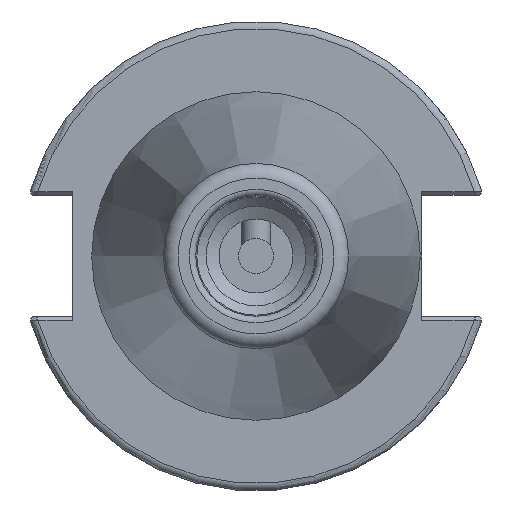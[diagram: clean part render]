
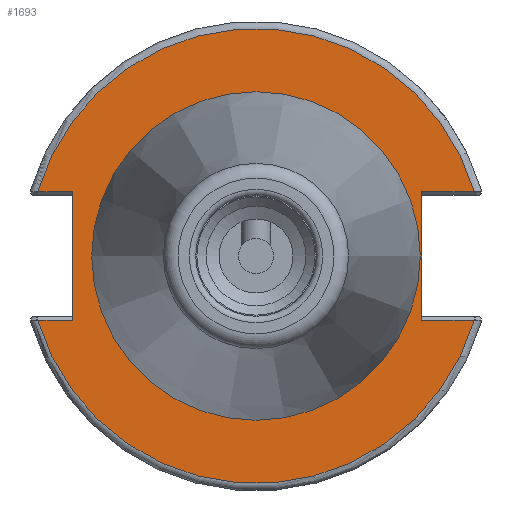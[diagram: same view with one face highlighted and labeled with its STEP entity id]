
A CAD part, left-side view. The second image highlights one B-rep face of the part: STEP entity #1693.
In plain terms, the highlighted planar face has unit normal (-1, 0, 0).
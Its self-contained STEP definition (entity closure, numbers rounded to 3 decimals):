
#66=FACE_BOUND('',#243,.T.);
#76=PLANE('',#1851);
#144=FACE_OUTER_BOUND('',#242,.T.);
#242=EDGE_LOOP('',(#1263,#1264,#1265,#1266,#1267,#1268,#1269,#1270));
#243=EDGE_LOOP('',(#1271,#1272));
#362=CIRCLE('',#1850,30.775);
#363=CIRCLE('',#1852,30.775);
#364=CIRCLE('',#1853,22.225);
#365=CIRCLE('',#1854,22.225);
#436=LINE('',#2728,#540);
#438=LINE('',#2796,#542);
#439=LINE('',#2798,#543);
#440=LINE('',#2802,#544);
#441=LINE('',#2804,#545);
#442=LINE('',#2805,#546);
#540=VECTOR('',#2104,10.);
#542=VECTOR('',#2122,10.);
#543=VECTOR('',#2123,10.);
#544=VECTOR('',#2126,10.);
#545=VECTOR('',#2127,10.);
#546=VECTOR('',#2128,10.);
#722=VERTEX_POINT('',#2721);
#725=VERTEX_POINT('',#2726);
#731=VERTEX_POINT('',#2774);
#733=VERTEX_POINT('',#2795);
#734=VERTEX_POINT('',#2797);
#735=VERTEX_POINT('',#2799);
#736=VERTEX_POINT('',#2801);
#737=VERTEX_POINT('',#2803);
#738=VERTEX_POINT('',#2806);
#739=VERTEX_POINT('',#2807);
#921=EDGE_CURVE('',#725,#722,#436,.T.);
#931=EDGE_CURVE('',#722,#731,#362,.T.);
#934=EDGE_CURVE('',#725,#733,#438,.T.);
#935=EDGE_CURVE('',#734,#733,#439,.T.);
#936=EDGE_CURVE('',#735,#734,#363,.T.);
#937=EDGE_CURVE('',#736,#735,#440,.T.);
#938=EDGE_CURVE('',#736,#737,#441,.T.);
#939=EDGE_CURVE('',#731,#737,#442,.T.);
#940=EDGE_CURVE('',#738,#739,#364,.T.);
#941=EDGE_CURVE('',#739,#738,#365,.T.);
#1263=ORIENTED_EDGE('',*,*,#921,.F.);
#1264=ORIENTED_EDGE('',*,*,#934,.T.);
#1265=ORIENTED_EDGE('',*,*,#935,.F.);
#1266=ORIENTED_EDGE('',*,*,#936,.F.);
#1267=ORIENTED_EDGE('',*,*,#937,.F.);
#1268=ORIENTED_EDGE('',*,*,#938,.T.);
#1269=ORIENTED_EDGE('',*,*,#939,.F.);
#1270=ORIENTED_EDGE('',*,*,#931,.F.);
#1271=ORIENTED_EDGE('',*,*,#940,.T.);
#1272=ORIENTED_EDGE('',*,*,#941,.T.);
#1693=ADVANCED_FACE('',(#144,#66),#76,.T.);
#1850=AXIS2_PLACEMENT_3D('',#2775,#2118,#2119);
#1851=AXIS2_PLACEMENT_3D('',#2794,#2120,#2121);
#1852=AXIS2_PLACEMENT_3D('',#2800,#2124,#2125);
#1853=AXIS2_PLACEMENT_3D('',#2808,#2129,#2130);
#1854=AXIS2_PLACEMENT_3D('',#2809,#2131,#2132);
#2104=DIRECTION('',(0.,-1.,0.));
#2118=DIRECTION('center_axis',(1.,0.,0.));
#2119=DIRECTION('ref_axis',(0.,0.,-1.));
#2120=DIRECTION('center_axis',(-1.,0.,0.));
#2121=DIRECTION('ref_axis',(0.,0.,1.));
#2122=DIRECTION('',(0.,0.,1.));
#2123=DIRECTION('',(0.,1.,0.));
#2124=DIRECTION('center_axis',(1.,0.,0.));
#2125=DIRECTION('ref_axis',(0.,0.,-1.));
#2126=DIRECTION('',(0.,1.,0.));
#2127=DIRECTION('',(0.,0.,-1.));
#2128=DIRECTION('',(0.,-1.,0.));
#2129=DIRECTION('center_axis',(1.,0.,0.));
#2130=DIRECTION('ref_axis',(0.,0.,-1.));
#2131=DIRECTION('center_axis',(1.,0.,0.));
#2132=DIRECTION('ref_axis',(0.,0.,-1.));
#2721=CARTESIAN_POINT('',(3.175,-29.523,-8.69));
#2726=CARTESIAN_POINT('',(3.175,-22.41,-8.69));
#2728=CARTESIAN_POINT('',(3.175,-4.878,-8.69));
#2774=CARTESIAN_POINT('',(3.175,29.523,-8.69));
#2775=CARTESIAN_POINT('Origin',(3.175,0.,
0.));
#2794=CARTESIAN_POINT('Origin',(3.175,30.775,0.));
#2795=CARTESIAN_POINT('',(3.175,-22.41,8.69));
#2796=CARTESIAN_POINT('',(3.175,-22.41,-4.095));
#2797=CARTESIAN_POINT('',(3.175,-29.523,8.69));
#2798=CARTESIAN_POINT('',(3.175,4.182,8.69));
#2799=CARTESIAN_POINT('',(3.175,29.523,8.69));
#2800=CARTESIAN_POINT('Origin',(3.175,0.,
0.));
#2801=CARTESIAN_POINT('',(3.175,24.8,8.69));
#2802=CARTESIAN_POINT('',(3.175,32.958,8.69));
#2803=CARTESIAN_POINT('',(3.175,24.8,-8.69));
#2804=CARTESIAN_POINT('',(3.175,24.8,4.095));
#2805=CARTESIAN_POINT('',(3.175,27.788,-8.69));
#2806=CARTESIAN_POINT('',(3.175,22.225,0.));
#2807=CARTESIAN_POINT('',(3.175,-22.225,0.));
#2808=CARTESIAN_POINT('Origin',(3.175,0.,
0.));
#2809=CARTESIAN_POINT('Origin',(3.175,0.,
0.));
